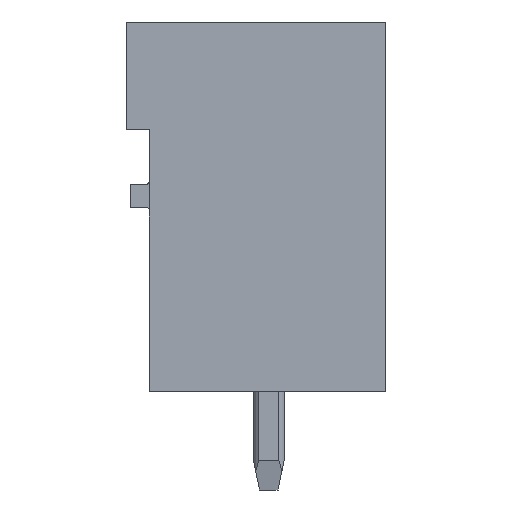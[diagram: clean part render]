
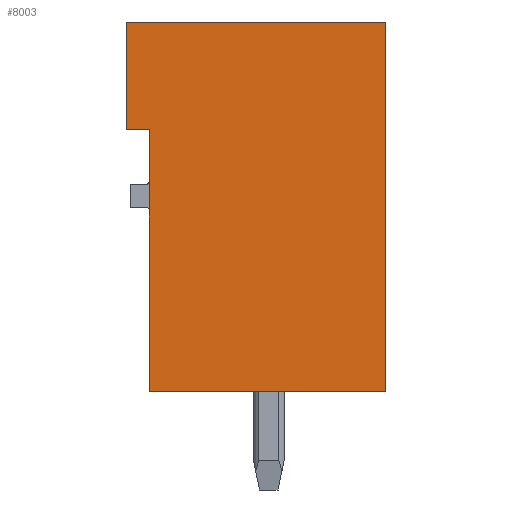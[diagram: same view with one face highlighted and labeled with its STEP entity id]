
A CAD part, left-side view. The second image highlights one B-rep face of the part: STEP entity #8003.
In plain terms, the highlighted planar face has unit normal (-1, 0, 0).
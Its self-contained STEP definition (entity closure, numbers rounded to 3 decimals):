
#7993=AXIS2_PLACEMENT_3D('Plane Axis2P3D',#7990,#7991,#7992) ;
#49=CARTESIAN_POINT('Vertex',(0.,0.,15.2)) ;
#52=CARTESIAN_POINT('Line Origine',(0.,0.,9.2)) ;
#56=CARTESIAN_POINT('Vertex',(0.,0.,3.2)) ;
#151=CARTESIAN_POINT('Vertex',(0.,8.43,15.2)) ;
#154=CARTESIAN_POINT('Line Origine',(0.,4.215,15.2)) ;
#1443=CARTESIAN_POINT('Vertex',(0.,8.43,11.7)) ;
#1446=CARTESIAN_POINT('Line Origine',(0.,8.43,13.45)) ;
#1963=CARTESIAN_POINT('Vertex',(0.,7.68,3.2)) ;
#1966=CARTESIAN_POINT('Line Origine',(0.,7.68,7.45)) ;
#1970=CARTESIAN_POINT('Vertex',(0.,7.68,11.7)) ;
#2371=CARTESIAN_POINT('Line Origine',(0.,3.84,3.2)) ;
#7938=CARTESIAN_POINT('Line Origine',(0.,8.055,11.7)) ;
#7990=CARTESIAN_POINT('Axis2P3D Location',(0.,0.,0.)) ;
#53=DIRECTION('Vector Direction',(0.,0.,-1.)) ;
#155=DIRECTION('Vector Direction',(0.,-1.,0.)) ;
#1447=DIRECTION('Vector Direction',(0.,0.,-1.)) ;
#1967=DIRECTION('Vector Direction',(0.,0.,-1.)) ;
#2372=DIRECTION('Vector Direction',(0.,1.,0.)) ;
#7939=DIRECTION('Vector Direction',(0.,-1.,0.)) ;
#7991=DIRECTION('Axis2P3D Direction',(-1.,0.,0.)) ;
#7992=DIRECTION('Axis2P3D XDirection',(0.,0.,1.)) ;
#54=VECTOR('Line Direction',#53,1.) ;
#156=VECTOR('Line Direction',#155,1.) ;
#1448=VECTOR('Line Direction',#1447,1.) ;
#1968=VECTOR('Line Direction',#1967,1.) ;
#2373=VECTOR('Line Direction',#2372,1.) ;
#7940=VECTOR('Line Direction',#7939,1.) ;
#7996=ORIENTED_EDGE('',*,*,#158,.T.) ;
#7997=ORIENTED_EDGE('',*,*,#1450,.T.) ;
#7998=ORIENTED_EDGE('',*,*,#7942,.T.) ;
#7999=ORIENTED_EDGE('',*,*,#1972,.T.) ;
#8000=ORIENTED_EDGE('',*,*,#2375,.T.) ;
#8001=ORIENTED_EDGE('',*,*,#58,.T.) ;
#8003=ADVANCED_FACE('HOUSING',(#8002),#7994,.T.) ;
#58=EDGE_CURVE('',#57,#50,#55,.F.) ;
#158=EDGE_CURVE('',#50,#152,#157,.F.) ;
#1450=EDGE_CURVE('',#152,#1444,#1449,.T.) ;
#1972=EDGE_CURVE('',#1971,#1964,#1969,.T.) ;
#2375=EDGE_CURVE('',#1964,#57,#2374,.F.) ;
#7942=EDGE_CURVE('',#1444,#1971,#7941,.T.) ;
#7995=EDGE_LOOP('',(#7996,#7997,#7998,#7999,#8000,#8001)) ;
#8002=FACE_OUTER_BOUND('',#7995,.T.) ;
#55=LINE('Line',#52,#54) ;
#157=LINE('Line',#154,#156) ;
#1449=LINE('Line',#1446,#1448) ;
#1969=LINE('Line',#1966,#1968) ;
#2374=LINE('Line',#2371,#2373) ;
#7941=LINE('Line',#7938,#7940) ;
#7994=PLANE('',#7993) ;
#50=VERTEX_POINT('',#49) ;
#57=VERTEX_POINT('',#56) ;
#152=VERTEX_POINT('',#151) ;
#1444=VERTEX_POINT('',#1443) ;
#1964=VERTEX_POINT('',#1963) ;
#1971=VERTEX_POINT('',#1970) ;
